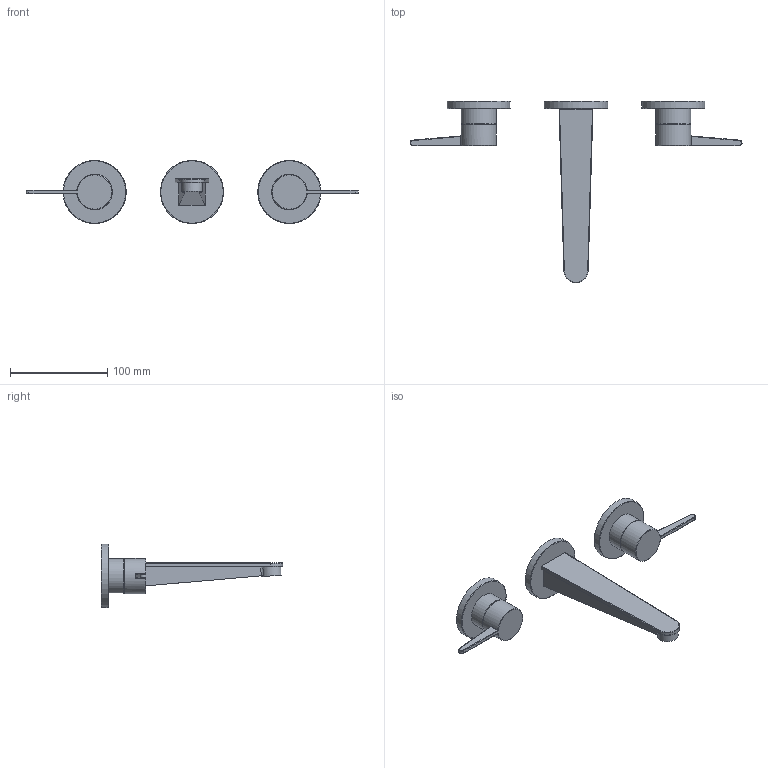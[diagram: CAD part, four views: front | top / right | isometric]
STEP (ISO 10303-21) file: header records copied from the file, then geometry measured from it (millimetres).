
FILE_DESCRIPTION(/* description */ (''),/* implementation_level */ '2;1');
FILE_NAME(/* name */ 'TVW127002000.step',/* time_stamp */ '2022-12-05T12:49:57+01:00',/* author */ (''),/* organization */ (''),/* preprocessor_version */ 'ST-DEVELOPER v19.2',/* originating_system */ 'Autodesk Translation Framework v11.17.0.187',/* authorisation */ '');
FILE_SCHEMA (('AUTOMOTIVE_DESIGN { 1 0 10303 214 3 1 1 }'));
Length unit declared in the file: millimetre
Products named in the file (24): (Nicht gespeichert); 6580-12; 6580-11; 6580-22; 6580-21; BICCHIERE-MANICOTTO-207-CON_AF12; BICCHIERE-MANICOTTO-207-CON_AF11; BICCHIERE-MANICOTTO-207-CON_AF02; BICCHIERE-MANICOTTO-207-CON_AF01; BOCCA-LAVABO-MURO-CONUM2; BOCCA-LAVABO-MURO-CONUM1; AC64CR947-572FUN; AC64CR947-572FUN (1); ROSONE-MANIC-207-CONUM_AF1; O-RING_36_17X2_62; O-RING_36_17X2_62 (1); ROSONE-MANIC-207-CONUM_AF0; O-RING_28X2_AF1; O-RING_28X2_AF0; ACGRANO5X6PC; ACGRANO5X6PC (1); NEOPERL-TT-16_5X1_SHORT; PIATTINA-BOCCA-MURO-CONUM; ROSONE-BOCCA-207-CONUM_AF0
Assembly tree (23 placements, depth 2):
  (Nicht gespeichert)
    6580-12
    6580-11
    6580-22
    6580-21
    BICCHIERE-MANICOTTO-207-CON_AF12
    BICCHIERE-MANICOTTO-207-CON_AF11
    BICCHIERE-MANICOTTO-207-CON_AF02
    BICCHIERE-MANICOTTO-207-CON_AF01
    BOCCA-LAVABO-MURO-CONUM2
    BOCCA-LAVABO-MURO-CONUM1
    AC64CR947-572FUN
    AC64CR947-572FUN (1)
    ROSONE-MANIC-207-CONUM_AF1
    O-RING_36_17X2_62
    O-RING_36_17X2_62 (1)
    ROSONE-MANIC-207-CONUM_AF0
    O-RING_28X2_AF1
    O-RING_28X2_AF0
    ACGRANO5X6PC
    ACGRANO5X6PC (1)
    NEOPERL-TT-16_5X1_SHORT
    PIATTINA-BOCCA-MURO-CONUM
    ROSONE-BOCCA-207-CONUM_AF0
Bounding box: 340.99 x 186.25 x 64.75 mm (x, y, z)
Volume: 210800.2 mm3; surface area: 81609.7 mm2
Topology: 9 solids, 9 shells, 291 faces, 685 edges, 427 vertices
Faces by surface type: plane 137, cylinder 52, bspline 46, torus 37, cone 15, sphere 4
Full cylindrical faces by diameter (mm): 4.2 x2, 21 x1, 24.5 x1, 31 x2, 36 x2, 36.2 x2, 36.5 x2, 40.7 x2, 65 x3
Entity records: 16266 total; most frequent: CARTESIAN_POINT 9060, DIRECTION 1428, ORIENTED_EDGE 1370, EDGE_CURVE 685, AXIS2_PLACEMENT_3D 573, VERTEX_POINT 427, EDGE_LOOP 310, FACE_OUTER_BOUND 291
